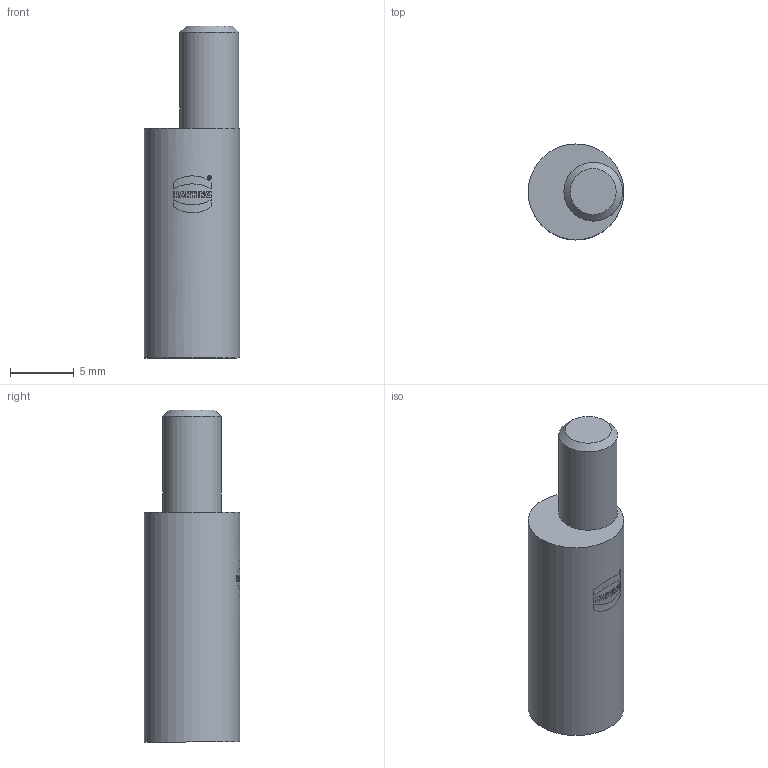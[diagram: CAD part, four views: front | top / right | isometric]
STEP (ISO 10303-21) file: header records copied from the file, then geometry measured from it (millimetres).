
FILE_DESCRIPTION(/* description */ (''),/* implementation_level */ '2;1');
FILE_NAME(/* name */ '100095076ugm000_b.stp',/* time_stamp */ '2017-11-20T08:49:06+01:00',/* author */ (''),/* organization */ (''),/* preprocessor_version */ 'ST-DEVELOPER v16',/* originating_system */ 'SIEMENS PLM Software NX 10.0',/* authorisation */ '');
FILE_SCHEMA (('AUTOMOTIVE_DESIGN { 1 0 10303 214 3 1 1 1 }'));
Length unit declared in the file: millimetre
Products named in the file (1): 100095076ugm000_b
Bounding box: 7.5 x 7.5 x 26 mm (x, y, z)
Volume: 555.3 mm3; surface area: 881.6 mm2
Topology: 1 solids, 1 shells, 26 faces, 98 edges, 90 vertices
Faces by surface type: cylinder 20, cone 3, plane 3
Full cylindrical faces by diameter (mm): 4.6 x1, 5.5 x1, 7.5 x1
Entity records: 1425 total; most frequent: CARTESIAN_POINT 489, ORIENTED_EDGE 182, EDGE_CURVE 91, VERTEX_POINT 89, B_SPLINE_CURVE_WITH_KNOTS 83, DIRECTION 70, EDGE_LOOP 47, AXIS2_PLACEMENT_3D 35
